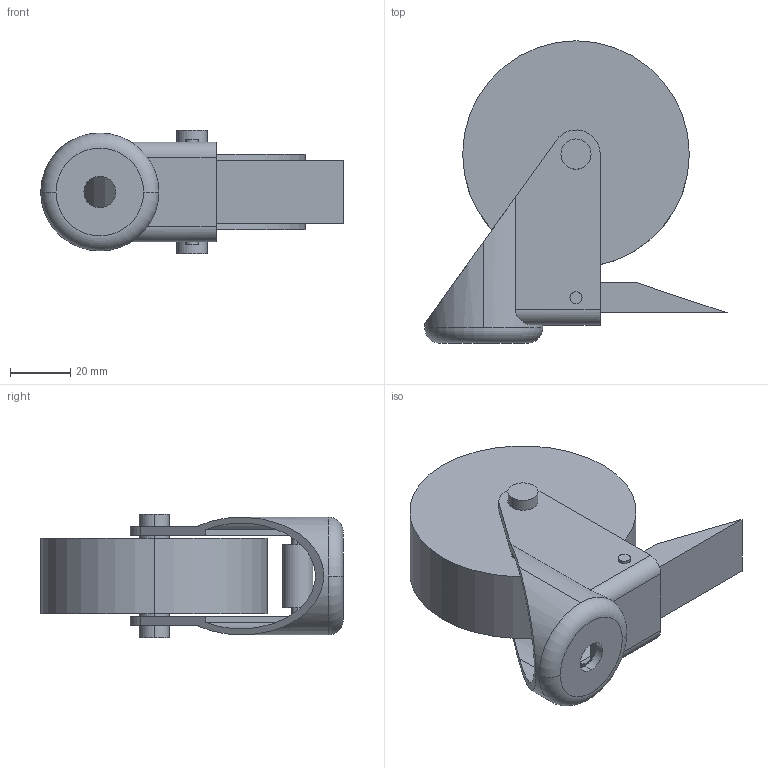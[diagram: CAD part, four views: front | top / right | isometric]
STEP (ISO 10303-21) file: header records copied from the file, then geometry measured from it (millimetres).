
FILE_DESCRIPTION (( 'STEP AP214' ), '1' );
FILE_NAME ('1.45.31075.STEP', '2024-10-10T19:52:01', ( '' ), ( '' ), 'SwSTEP 2.0', 'SolidWorks 2024', '' );
FILE_SCHEMA (( 'AUTOMOTIVE_DESIGN' ));
Length unit declared in the file: millimetre
Products named in the file (1): 1.45.31075
Bounding box: 100 x 100 x 41 mm (x, y, z)
Volume: 138657.1 mm3; surface area: 32425.4 mm2
Topology: 1 solids, 1 shells, 61 faces, 157 edges, 104 vertices
Faces by surface type: cylinder 34, plane 23, torus 4
Entity records: 2001 total; most frequent: CARTESIAN_POINT 435, DIRECTION 340, ORIENTED_EDGE 314, EDGE_CURVE 157, AXIS2_PLACEMENT_3D 135, VERTEX_POINT 104, EDGE_LOOP 73, CIRCLE 73
